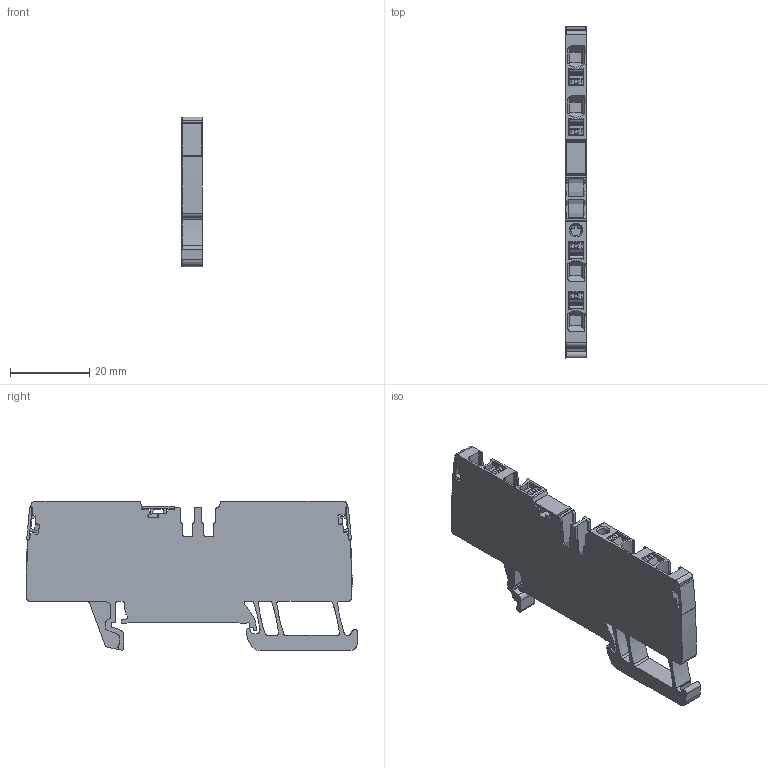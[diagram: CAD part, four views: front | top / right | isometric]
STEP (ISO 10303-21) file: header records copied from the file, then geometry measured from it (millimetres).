
FILE_DESCRIPTION(('CATIA V5 STEP Exchange','CAx-IF Rec.Pracs.--- Model Styling and Organization---1.4--- 2014-01-23'),'2;1');
FILE_NAME ('1415700-1_0', '2021-12-02T12:05:03+00:00', ('none'), ('Weidmueller'), 'CATIA Version 5-6 Release 2016 SP3 HF44', 'CATIA V5 STEP AP214', 'none');
FILE_SCHEMA(('AUTOMOTIVE_DESIGN { 1 0 10303 214 1 1 1 1 }'));
Length unit declared in the file: millimetre
Products named in the file (1): 2863010000
Bounding box: 5.1 x 83.58 x 37.65 mm (x, y, z)
Volume: 10549.9 mm3; surface area: 8953 mm2
Topology: 8 solids, 8 shells, 1206 faces, 3351 edges, 2175 vertices
Faces by surface type: plane 516, cylinder 477, extrusion 132, bspline 40, torus 35, cone 4, sphere 2
Entity records: 40840 total; most frequent: CARTESIAN_POINT 11388, ORIENTED_EDGE 6698, DIRECTION 4886, EDGE_CURVE 3349, VECTOR 2235, VERTEX_POINT 2175, LINE 2103, AXIS2_PLACEMENT_3D 1720
